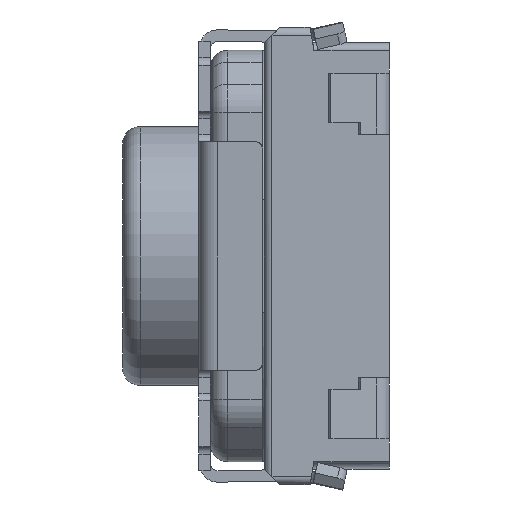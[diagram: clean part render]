
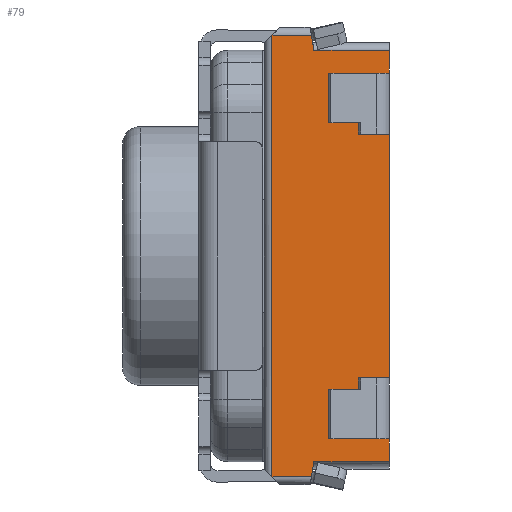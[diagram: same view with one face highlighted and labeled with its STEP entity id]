
A CAD part, left-side view. The second image highlights one B-rep face of the part: STEP entity #79.
In plain terms, the highlighted planar face has unit normal (-1, 0, 0).
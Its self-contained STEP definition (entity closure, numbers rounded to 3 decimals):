
#79 = ADVANCED_FACE ( 'NONE', ( #6643 ), #7886, .F. ) ;
#243 = CARTESIAN_POINT ( 'NONE',  ( -3., 0., -1.6 ) ) ;
#253 = ORIENTED_EDGE ( 'NONE', *, *, #8846, .F. ) ;
#427 = LINE ( 'NONE', #9976, #1904 ) ;
#548 = VECTOR ( 'NONE', #3270, 1000. ) ;
#913 = CARTESIAN_POINT ( 'NONE',  ( -3., 0.2, -4.5 ) ) ;
#981 = ORIENTED_EDGE ( 'NONE', *, *, #3399, .T. ) ;
#1093 = VERTEX_POINT ( 'NONE', #1822 ) ;
#1128 = VECTOR ( 'NONE', #7512, 1000. ) ;
#1190 = VERTEX_POINT ( 'NONE', #7078 ) ;
#1214 = ORIENTED_EDGE ( 'NONE', *, *, #9880, .T. ) ;
#1298 = EDGE_CURVE ( 'NONE', #8791, #5182, #10383, .T. ) ;
#1407 = EDGE_CURVE ( 'NONE', #1093, #4819, #5259, .T. ) ;
#1431 = EDGE_CURVE ( 'NONE', #8900, #2988, #10201, .T. ) ;
#1650 = VERTEX_POINT ( 'NONE', #6944 ) ;
#1688 = EDGE_CURVE ( 'NONE', #8304, #3838, #6163, .T. ) ;
#1729 = VERTEX_POINT ( 'NONE', #9760 ) ;
#1822 = CARTESIAN_POINT ( 'NONE',  ( -3., 0.2, -2.4 ) ) ;
#1859 = ORIENTED_EDGE ( 'NONE', *, *, #1298, .T. ) ;
#1865 = VECTOR ( 'NONE', #8336, 1000. ) ;
#1904 = VECTOR ( 'NONE', #8897, 1000. ) ;
#2035 = ORIENTED_EDGE ( 'NONE', *, *, #8057, .F. ) ;
#2047 = VECTOR ( 'NONE', #3979, 1000. ) ;
#2146 = DIRECTION ( 'NONE',  ( 0., 0.164, 0.986 ) ) ;
#2184 = VECTOR ( 'NONE', #7422, 1000. ) ;
#2716 = CARTESIAN_POINT ( 'NONE',  ( -3., 1.54, -2.9 ) ) ;
#2761 = ORIENTED_EDGE ( 'NONE', *, *, #4409, .T. ) ;
#2830 = CARTESIAN_POINT ( 'NONE',  ( -3., 0.99, -2.7 ) ) ;
#2988 = VERTEX_POINT ( 'NONE', #2716 ) ;
#3048 = CARTESIAN_POINT ( 'NONE',  ( -3., 0., 2.4 ) ) ;
#3178 = DIRECTION ( 'NONE',  ( 0., 0., 1. ) ) ;
#3229 = CARTESIAN_POINT ( 'NONE',  ( -3., 1.04, 3. ) ) ;
#3270 = DIRECTION ( 'NONE',  ( 0., -1., 0. ) ) ;
#3298 = DIRECTION ( 'NONE',  ( 0., 1., 0. ) ) ;
#3399 = EDGE_CURVE ( 'NONE', #2988, #1729, #5454, .T. ) ;
#3481 = VERTEX_POINT ( 'NONE', #243 ) ;
#3691 = DIRECTION ( 'NONE',  ( 0., -1., 0. ) ) ;
#3838 = VERTEX_POINT ( 'NONE', #8385 ) ;
#3847 = CARTESIAN_POINT ( 'NONE',  ( -3., 0.2, -1.6 ) ) ;
#3979 = DIRECTION ( 'NONE',  ( 0., 1., 0. ) ) ;
#4089 = VECTOR ( 'NONE', #10447, 1000. ) ;
#4267 = CARTESIAN_POINT ( 'NONE',  ( -3., 0., -2.9 ) ) ;
#4286 = EDGE_CURVE ( 'NONE', #8773, #3838, #427, .T. ) ;
#4321 = LINE ( 'NONE', #3229, #9584 ) ;
#4363 = CARTESIAN_POINT ( 'NONE',  ( -3., 1.64, -2.9 ) ) ;
#4391 = CARTESIAN_POINT ( 'NONE',  ( -3., 0., 1.6 ) ) ;
#4409 = EDGE_CURVE ( 'NONE', #1650, #6446, #4321, .T. ) ;
#4418 = ORIENTED_EDGE ( 'NONE', *, *, #10488, .T. ) ;
#4581 = DIRECTION ( 'NONE',  ( 0., -1., 0. ) ) ;
#4593 = VECTOR ( 'NONE', #3691, 1000. ) ;
#4602 = DIRECTION ( 'NONE',  ( 0., 0., -1. ) ) ;
#4678 = VERTEX_POINT ( 'NONE', #6378 ) ;
#4755 = ORIENTED_EDGE ( 'NONE', *, *, #1407, .T. ) ;
#4786 = ORIENTED_EDGE ( 'NONE', *, *, #4286, .T. ) ;
#4792 = CARTESIAN_POINT ( 'NONE',  ( -3., 1.64, 2.9 ) ) ;
#4815 = CARTESIAN_POINT ( 'NONE',  ( -3., 1.54, 2.9 ) ) ;
#4819 = VERTEX_POINT ( 'NONE', #3847 ) ;
#4883 = VECTOR ( 'NONE', #7951, 1000. ) ;
#4999 = CARTESIAN_POINT ( 'NONE',  ( -3., 0.2, 1.6 ) ) ;
#5073 = CARTESIAN_POINT ( 'NONE',  ( -3., 1.64, 2.4 ) ) ;
#5182 = VERTEX_POINT ( 'NONE', #8541 ) ;
#5252 = ORIENTED_EDGE ( 'NONE', *, *, #8015, .T. ) ;
#5259 = LINE ( 'NONE', #913, #4089 ) ;
#5350 = LINE ( 'NONE', #4267, #7693 ) ;
#5421 = ORIENTED_EDGE ( 'NONE', *, *, #1431, .T. ) ;
#5454 = LINE ( 'NONE', #4363, #548 ) ;
#5485 = LINE ( 'NONE', #4391, #8582 ) ;
#5536 = ORIENTED_EDGE ( 'NONE', *, *, #6701, .T. ) ;
#5681 = CARTESIAN_POINT ( 'NONE',  ( -3., 1.64, -2.4 ) ) ;
#5705 = DIRECTION ( 'NONE',  ( 1., 0., 0. ) ) ;
#5754 = VECTOR ( 'NONE', #8042, 1000. ) ;
#5885 = LINE ( 'NONE', #4792, #4593 ) ;
#6020 = ORIENTED_EDGE ( 'NONE', *, *, #9688, .T. ) ;
#6163 = LINE ( 'NONE', #5073, #2047 ) ;
#6378 = CARTESIAN_POINT ( 'NONE',  ( -3., 0., 2.7 ) ) ;
#6380 = VECTOR ( 'NONE', #8135, 1000. ) ;
#6412 = VERTEX_POINT ( 'NONE', #9525 ) ;
#6446 = VERTEX_POINT ( 'NONE', #7103 ) ;
#6511 = EDGE_CURVE ( 'NONE', #1729, #8791, #9588, .T. ) ;
#6643 = FACE_OUTER_BOUND ( 'NONE', #8766, .T. ) ;
#6701 = EDGE_CURVE ( 'NONE', #8304, #4678, #10285, .T. ) ;
#6732 = EDGE_CURVE ( 'NONE', #1093, #1190, #6784, .T. ) ;
#6784 = LINE ( 'NONE', #5681, #9131 ) ;
#6803 = CARTESIAN_POINT ( 'NONE',  ( -3., 1.64, -2.9 ) ) ;
#6944 = CARTESIAN_POINT ( 'NONE',  ( -3., 0.99, 2.7 ) ) ;
#7078 = CARTESIAN_POINT ( 'NONE',  ( -3., 0., -2.4 ) ) ;
#7103 = CARTESIAN_POINT ( 'NONE',  ( -3., 1.023, 2.9 ) ) ;
#7422 = DIRECTION ( 'NONE',  ( 0., -0.164, 0.986 ) ) ;
#7512 = DIRECTION ( 'NONE',  ( 0., -1., 0. ) ) ;
#7693 = VECTOR ( 'NONE', #3178, 1000. ) ;
#7886 = PLANE ( 'NONE',  #9653 ) ;
#7909 = ORIENTED_EDGE ( 'NONE', *, *, #1688, .F. ) ;
#7951 = DIRECTION ( 'NONE',  ( 0., 0., 1. ) ) ;
#8015 = EDGE_CURVE ( 'NONE', #4819, #3481, #10479, .T. ) ;
#8042 = DIRECTION ( 'NONE',  ( 0., 0., -1. ) ) ;
#8043 = ORIENTED_EDGE ( 'NONE', *, *, #6732, .F. ) ;
#8057 = EDGE_CURVE ( 'NONE', #8900, #6446, #5885, .T. ) ;
#8135 = DIRECTION ( 'NONE',  ( 0., 0., 1. ) ) ;
#8234 = DIRECTION ( 'NONE',  ( 0., -1., 0. ) ) ;
#8304 = VERTEX_POINT ( 'NONE', #3048 ) ;
#8336 = DIRECTION ( 'NONE',  ( 0., -1., 0. ) ) ;
#8385 = CARTESIAN_POINT ( 'NONE',  ( -3., 0.2, 2.4 ) ) ;
#8518 = CARTESIAN_POINT ( 'NONE',  ( -3., 1.008, -2.806 ) ) ;
#8541 = CARTESIAN_POINT ( 'NONE',  ( -3., 0., -2.7 ) ) ;
#8582 = VECTOR ( 'NONE', #3298, 1000. ) ;
#8602 = CARTESIAN_POINT ( 'NONE',  ( -3., 1.641, 2.7 ) ) ;
#8706 = VECTOR ( 'NONE', #8234, 1000. ) ;
#8766 = EDGE_LOOP ( 'NONE', ( #7909, #5536, #253, #2761, #2035, #5421, #981, #9755, #1859, #6020, #8043, #4755, #5252, #4418, #1214, #4786 ) ) ;
#8773 = VERTEX_POINT ( 'NONE', #4999 ) ;
#8791 = VERTEX_POINT ( 'NONE', #2830 ) ;
#8846 = EDGE_CURVE ( 'NONE', #1650, #4678, #9690, .T. ) ;
#8897 = DIRECTION ( 'NONE',  ( 0., 0., 1. ) ) ;
#8900 = VERTEX_POINT ( 'NONE', #4815 ) ;
#9038 = CARTESIAN_POINT ( 'NONE',  ( -3., 0., -2.9 ) ) ;
#9127 = CARTESIAN_POINT ( 'NONE',  ( -3., 1.54, -2.9 ) ) ;
#9131 = VECTOR ( 'NONE', #4581, 1000. ) ;
#9222 = CARTESIAN_POINT ( 'NONE',  ( -3., 0., -2.9 ) ) ;
#9321 = CARTESIAN_POINT ( 'NONE',  ( -3., 1.641, -2.7 ) ) ;
#9407 = CARTESIAN_POINT ( 'NONE',  ( -3., 0., -1.6 ) ) ;
#9525 = CARTESIAN_POINT ( 'NONE',  ( -3., 0., 1.6 ) ) ;
#9584 = VECTOR ( 'NONE', #2146, 1000. ) ;
#9588 = LINE ( 'NONE', #8518, #2184 ) ;
#9653 = AXIS2_PLACEMENT_3D ( 'NONE', #6803, #5705, #4602 ) ;
#9688 = EDGE_CURVE ( 'NONE', #5182, #1190, #5350, .T. ) ;
#9690 = LINE ( 'NONE', #8602, #1128 ) ;
#9755 = ORIENTED_EDGE ( 'NONE', *, *, #6511, .T. ) ;
#9760 = CARTESIAN_POINT ( 'NONE',  ( -3., 1.023, -2.9 ) ) ;
#9880 = EDGE_CURVE ( 'NONE', #6412, #8773, #5485, .T. ) ;
#9976 = CARTESIAN_POINT ( 'NONE',  ( -3., 0.2, -4.5 ) ) ;
#10120 = LINE ( 'NONE', #9038, #4883 ) ;
#10201 = LINE ( 'NONE', #9127, #5754 ) ;
#10285 = LINE ( 'NONE', #9222, #6380 ) ;
#10383 = LINE ( 'NONE', #9321, #8706 ) ;
#10447 = DIRECTION ( 'NONE',  ( 0., 0., 1. ) ) ;
#10479 = LINE ( 'NONE', #9407, #1865 ) ;
#10488 = EDGE_CURVE ( 'NONE', #3481, #6412, #10120, .T. ) ;
